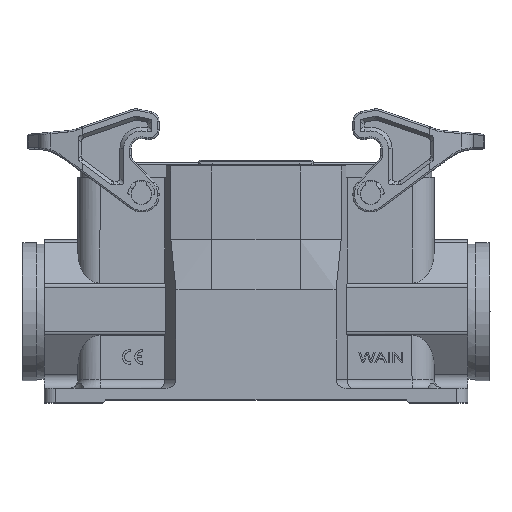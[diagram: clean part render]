
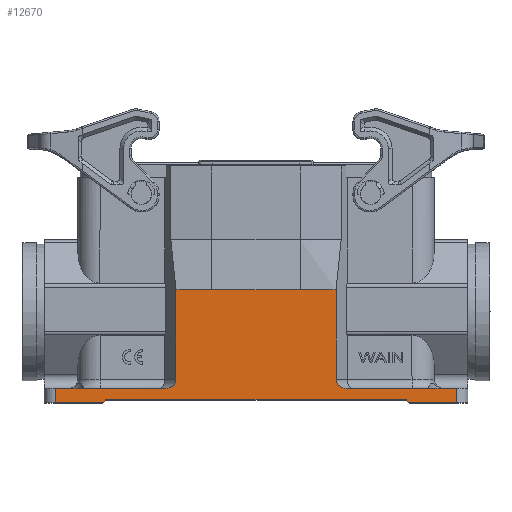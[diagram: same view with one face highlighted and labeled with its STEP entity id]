
A CAD part, top view. The second image highlights one B-rep face of the part: STEP entity #12670.
In plain terms, the highlighted planar face has unit normal (0, 0, 1).
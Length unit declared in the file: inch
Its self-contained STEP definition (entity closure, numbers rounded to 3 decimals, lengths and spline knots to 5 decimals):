
#1470=DIRECTION('',(0.,-1.,0.));
#1471=VECTOR('',#1470,1.20079);
#1472=CARTESIAN_POINT('',(1.0806,-1.24409,1.12205));
#1473=LINE('',#1472,#1471);
#1490=DIRECTION('',(1.,0.,0.));
#1491=VECTOR('',#1490,4.01575);
#1492=CARTESIAN_POINT('',(-1.99803,-2.72047,
1.12205));
#1493=LINE('',#1492,#1491);
#1494=DIRECTION('',(0.707,0.707,0.));
#1495=VECTOR('',#1494,0.05568);
#1496=CARTESIAN_POINT('',(-2.0374,-2.75984,
1.12205));
#1497=LINE('',#1496,#1495);
#1498=DIRECTION('',(-1.,0.,0.));
#1499=VECTOR('',#1498,1.47003);
#1500=CARTESIAN_POINT('',(-1.1973,-2.56299,
1.12205));
#1501=LINE('',#1500,#1499);
#1502=DIRECTION('',(0.,-1.,0.));
#1503=VECTOR('',#1502,1.20079);
#1504=CARTESIAN_POINT('',(-1.06091,-1.24409,
1.12205));
#1505=LINE('',#1504,#1503);
#1506=DIRECTION('',(-1.,0.,0.));
#1507=VECTOR('',#1506,1.47003);
#1508=CARTESIAN_POINT('',(2.68701,-2.56299,1.12205));
#1509=LINE('',#1508,#1507);
#1510=DIRECTION('',(0.707,-0.707,0.));
#1511=VECTOR('',#1510,0.05568);
#1512=CARTESIAN_POINT('',(2.01772,-2.72047,1.12205));
#1513=LINE('',#1512,#1511);
#1685=DIRECTION('',(-1.,0.,0.));
#1686=VECTOR('',#1685,0.62992);
#1687=CARTESIAN_POINT('',(2.68701,-2.75984,1.12205));
#1688=LINE('',#1687,#1686);
#1929=DIRECTION('',(0.,-1.,0.));
#1930=VECTOR('',#1929,0.19685);
#1931=CARTESIAN_POINT('',(2.68701,-2.56299,1.12205));
#1932=LINE('',#1931,#1930);
#1971=CARTESIAN_POINT('',(1.0806,-2.44488,1.12205));
#1972=CARTESIAN_POINT('',(1.0806,-2.45549,1.12205));
#1973=CARTESIAN_POINT('',(1.08366,-2.47364,1.12205));
#1974=CARTESIAN_POINT('',(1.09628,-2.50343,1.12205));
#1975=CARTESIAN_POINT('',(1.12079,-2.53194,1.12205));
#1976=CARTESIAN_POINT('',(1.16102,-2.55533,1.12205));
#1977=CARTESIAN_POINT('',(1.19577,-2.56299,1.12205));
#1978=CARTESIAN_POINT('',(1.21698,-2.56299,1.12205));
#5777=DIRECTION('',(0.,1.,0.));
#5778=VECTOR('',#5777,0.19685);
#5779=CARTESIAN_POINT('',(-2.66732,-2.75984,
1.12205));
#5780=LINE('',#5779,#5778);
#5827=DIRECTION('',(-1.,0.,0.));
#5828=VECTOR('',#5827,0.62992);
#5829=CARTESIAN_POINT('',(-2.0374,-2.75984,
1.12205));
#5830=LINE('',#5829,#5828);
#6327=CARTESIAN_POINT('',(-1.1973,-2.56299,
1.12205));
#6328=CARTESIAN_POINT('',(-1.17609,-2.56299,
1.12205));
#6329=CARTESIAN_POINT('',(-1.14133,-2.55533,
1.12205));
#6330=CARTESIAN_POINT('',(-1.10111,-2.53194,
1.12205));
#6331=CARTESIAN_POINT('',(-1.07659,-2.50343,
1.12205));
#6332=CARTESIAN_POINT('',(-1.06397,-2.47364,
1.12205));
#6333=CARTESIAN_POINT('',(-1.06091,-2.45549,
1.12205));
#6334=CARTESIAN_POINT('',(-1.06091,-2.44488,
1.12205));
#6559=DIRECTION('',(1.,0.,0.));
#6560=VECTOR('',#6559,0.48021);
#6561=CARTESIAN_POINT('',(-1.06091,-1.24409,
1.12205));
#6562=LINE('',#6561,#6560);
#6563=DIRECTION('',(1.,0.,0.));
#6564=VECTOR('',#6563,1.1811);
#6565=CARTESIAN_POINT('',(-0.58071,-1.24409,
1.12205));
#6566=LINE('',#6565,#6564);
#6579=DIRECTION('',(1.,0.,0.));
#6580=VECTOR('',#6579,0.48021);
#6581=CARTESIAN_POINT('',(0.60039,-1.24409,
1.12205));
#6582=LINE('',#6581,#6580);
#9083=CARTESIAN_POINT('',(2.68701,-2.75984,1.12205));
#9084=VERTEX_POINT('',#9083);
#9085=CARTESIAN_POINT('',(2.05709,-2.75984,1.12205));
#9086=VERTEX_POINT('',#9085);
#9092=CARTESIAN_POINT('',(2.01772,-2.72047,1.12205));
#9093=VERTEX_POINT('',#9092);
#9104=CARTESIAN_POINT('',(-2.0374,-2.75984,
1.12205));
#9106=VERTEX_POINT('',#9104);
#9108=CARTESIAN_POINT('',(-2.66732,-2.75984,
1.12205));
#9109=VERTEX_POINT('',#9108);
#9140=CARTESIAN_POINT('',(-1.99803,-2.72047,
1.12205));
#9141=VERTEX_POINT('',#9140);
#9392=CARTESIAN_POINT('',(-0.58071,-1.24409,
1.12205));
#9393=CARTESIAN_POINT('',(0.60039,-1.24409,
1.12205));
#9394=VERTEX_POINT('',#9392);
#9395=VERTEX_POINT('',#9393);
#9400=CARTESIAN_POINT('',(1.0806,-1.24409,1.12205));
#9401=CARTESIAN_POINT('',(1.0806,-2.44488,1.12205));
#9402=VERTEX_POINT('',#9400);
#9403=VERTEX_POINT('',#9401);
#9426=CARTESIAN_POINT('',(-1.06091,-2.44488,
1.12205));
#9427=VERTEX_POINT('',#9426);
#9428=CARTESIAN_POINT('',(-1.06091,-1.24409,
1.12205));
#9429=VERTEX_POINT('',#9428);
#9444=CARTESIAN_POINT('',(-1.1973,-2.56299,
1.12205));
#9445=CARTESIAN_POINT('',(-2.66732,-2.56299,
1.12205));
#9446=VERTEX_POINT('',#9444);
#9447=VERTEX_POINT('',#9445);
#9456=CARTESIAN_POINT('',(2.68701,-2.56299,1.12205));
#9458=VERTEX_POINT('',#9456);
#9466=CARTESIAN_POINT('',(1.21698,-2.56299,1.12205));
#9467=VERTEX_POINT('',#9466);
#12632=CARTESIAN_POINT('',(-2.8248,-2.56299,
1.12205));
#12633=DIRECTION('',(0.,0.,-1.));
#12634=DIRECTION('',(-1.,0.,0.));
#12635=AXIS2_PLACEMENT_3D('',#12632,#12633,#12634);
#12636=PLANE('',#12635);
#12638=ORIENTED_EDGE('',*,*,#12637,.F.);
#12640=ORIENTED_EDGE('',*,*,#12639,.F.);
#12642=ORIENTED_EDGE('',*,*,#12641,.T.);
#12644=ORIENTED_EDGE('',*,*,#12643,.T.);
#12646=ORIENTED_EDGE('',*,*,#12645,.F.);
#12648=ORIENTED_EDGE('',*,*,#12647,.T.);
#12650=ORIENTED_EDGE('',*,*,#12649,.F.);
#12652=ORIENTED_EDGE('',*,*,#12651,.T.);
#12654=ORIENTED_EDGE('',*,*,#12653,.T.);
#12656=ORIENTED_EDGE('',*,*,#12655,.T.);
#12657=ORIENTED_EDGE('',*,*,#12605,.T.);
#12659=ORIENTED_EDGE('',*,*,#12658,.T.);
#12661=ORIENTED_EDGE('',*,*,#12660,.F.);
#12663=ORIENTED_EDGE('',*,*,#12662,.T.);
#12665=ORIENTED_EDGE('',*,*,#12664,.T.);
#12667=ORIENTED_EDGE('',*,*,#12666,.F.);
#12668=EDGE_LOOP('',(#12638,#12640,#12642,#12644,#12646,#12648,#12650,#12652,
#12654,#12656,#12657,#12659,#12661,#12663,#12665,#12667));
#12669=FACE_OUTER_BOUND('',#12668,.F.);
#12670=ADVANCED_FACE('',(#12669),#12636,.F.);
#1979=B_SPLINE_CURVE_WITH_KNOTS('',3,(#1971,#1972,#1973,#1974,#1975,#1976,#1977,
#1978),.UNSPECIFIED.,.F.,.F.,(4,1,1,1,1,4),(0.,0.125,0.25,0.5,0.75,
1.),.UNSPECIFIED.);
#6335=B_SPLINE_CURVE_WITH_KNOTS('',3,(#6327,#6328,#6329,#6330,#6331,#6332,#6333,
#6334),.UNSPECIFIED.,.F.,.F.,(4,1,1,1,1,4),(0.,0.25,0.5,0.75,0.875,
1.),.UNSPECIFIED.);
#12605=EDGE_CURVE('',#9402,#9403,#1473,.T.);
#12637=EDGE_CURVE('',#9141,#9093,#1493,.T.);
#12639=EDGE_CURVE('',#9106,#9141,#1497,.T.);
#12641=EDGE_CURVE('',#9106,#9109,#5830,.T.);
#12643=EDGE_CURVE('',#9109,#9447,#5780,.T.);
#12645=EDGE_CURVE('',#9446,#9447,#1501,.T.);
#12647=EDGE_CURVE('',#9446,#9427,#6335,.T.);
#12649=EDGE_CURVE('',#9429,#9427,#1505,.T.);
#12651=EDGE_CURVE('',#9429,#9394,#6562,.T.);
#12653=EDGE_CURVE('',#9394,#9395,#6566,.T.);
#12655=EDGE_CURVE('',#9395,#9402,#6582,.T.);
#12658=EDGE_CURVE('',#9403,#9467,#1979,.T.);
#12660=EDGE_CURVE('',#9458,#9467,#1509,.T.);
#12662=EDGE_CURVE('',#9458,#9084,#1932,.T.);
#12664=EDGE_CURVE('',#9084,#9086,#1688,.T.);
#12666=EDGE_CURVE('',#9093,#9086,#1513,.T.);
